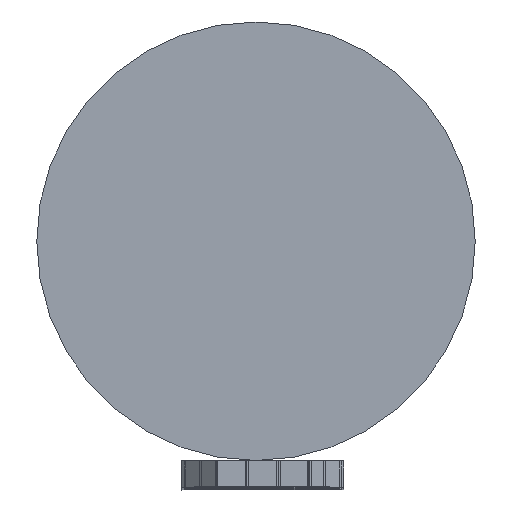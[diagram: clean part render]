
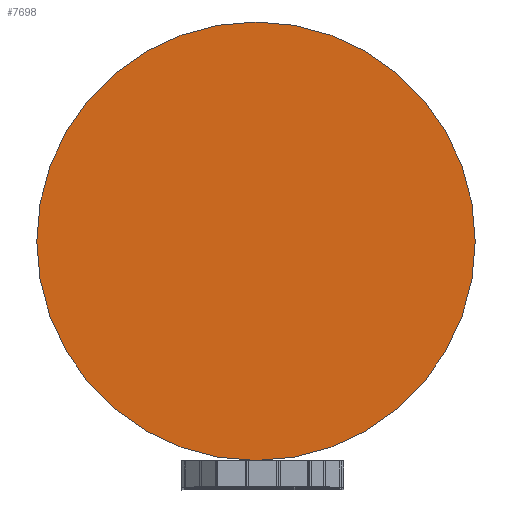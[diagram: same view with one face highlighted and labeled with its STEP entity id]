
A CAD part, front view. The second image highlights one B-rep face of the part: STEP entity #7698.
In plain terms, the highlighted planar face has unit normal (0, -1, 0).
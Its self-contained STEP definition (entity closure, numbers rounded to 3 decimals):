
#328 = CARTESIAN_POINT ( 'NONE',  ( 33.269, -900.964, 141.866 ) ) ;
#386 = ORIENTED_EDGE ( 'NONE', *, *, #4882, .F. ) ;
#533 = DIRECTION ( 'NONE',  ( 0., 0., 1. ) ) ;
#1321 = VERTEX_POINT ( 'NONE', #8776 ) ;
#1642 = EDGE_LOOP ( 'NONE', ( #1997, #386 ) ) ;
#1997 = ORIENTED_EDGE ( 'NONE', *, *, #6902, .F. ) ;
#3252 = DIRECTION ( 'NONE',  ( 0., 0., 1. ) ) ;
#4224 = CIRCLE ( 'NONE', #6619, 125. ) ;
#4882 = EDGE_CURVE ( 'NONE', #8719, #1321, #4224, .T. ) ;
#5164 = CIRCLE ( 'NONE', #5328, 125. ) ;
#5259 = DIRECTION ( 'NONE',  ( 0., 1., 0. ) ) ;
#5328 = AXIS2_PLACEMENT_3D ( 'NONE', #5866, #6486, #8641 ) ;
#5866 = CARTESIAN_POINT ( 'NONE',  ( 33.269, -900.964, 141.866 ) ) ;
#6486 = DIRECTION ( 'NONE',  ( 0., 1., 0. ) ) ;
#6619 = AXIS2_PLACEMENT_3D ( 'NONE', #8947, #6855, #533 ) ;
#6802 = PLANE ( 'NONE',  #6921 ) ;
#6855 = DIRECTION ( 'NONE',  ( 0., 1., 0. ) ) ;
#6902 = EDGE_CURVE ( 'NONE', #1321, #8719, #5164, .T. ) ;
#6921 = AXIS2_PLACEMENT_3D ( 'NONE', #328, #5259, #3252 ) ;
#7271 = FACE_OUTER_BOUND ( 'NONE', #1642, .T. ) ;
#7698 = ADVANCED_FACE ( 'NONE', ( #7271 ), #6802, .F. ) ;
#8641 = DIRECTION ( 'NONE',  ( 0., 0., 1. ) ) ;
#8699 = CARTESIAN_POINT ( 'NONE',  ( 33.269, -900.964, 266.866 ) ) ;
#8719 = VERTEX_POINT ( 'NONE', #8699 ) ;
#8776 = CARTESIAN_POINT ( 'NONE',  ( 33.269, -900.964, 16.866 ) ) ;
#8947 = CARTESIAN_POINT ( 'NONE',  ( 33.269, -900.964, 141.866 ) ) ;
